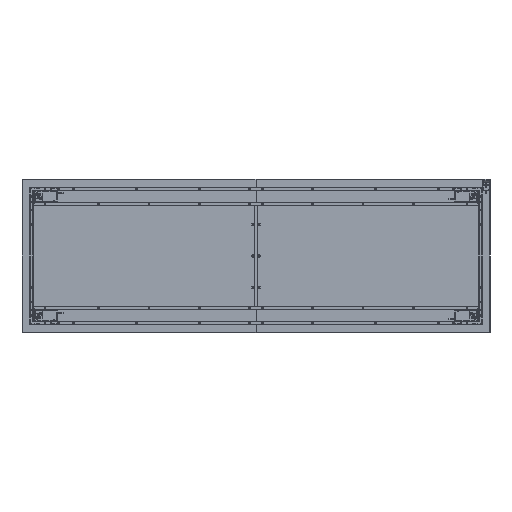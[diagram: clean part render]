
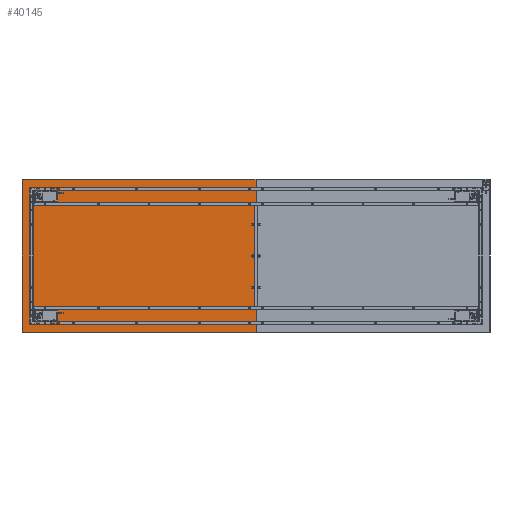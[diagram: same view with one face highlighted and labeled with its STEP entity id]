
A CAD part, front view. The second image highlights one B-rep face of the part: STEP entity #40145.
In plain terms, the highlighted planar face has unit normal (0, -1, 0).
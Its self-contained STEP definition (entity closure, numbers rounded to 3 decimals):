
#70 = DIRECTION ( 'NONE',  ( 0., 0., -1. ) ) ;
#1046 = FACE_OUTER_BOUND ( 'NONE', #27327, .T. ) ;
#3820 = VERTEX_POINT ( 'NONE', #6702 ) ;
#5023 = DIRECTION ( 'NONE',  ( -1., 0., 0. ) ) ;
#5704 = EDGE_CURVE ( 'NONE', #21826, #3820, #18483, .T. ) ;
#6702 = CARTESIAN_POINT ( 'NONE',  ( -1856.5, 704.6, 606.5 ) ) ;
#8623 = EDGE_CURVE ( 'NONE', #38213, #21826, #24836, .T. ) ;
#9630 = EDGE_CURVE ( 'NONE', #28873, #38213, #17114, .T. ) ;
#10441 = PLANE ( 'NONE',  #26096 ) ;
#13164 = VECTOR ( 'NONE', #5023, 1000. ) ;
#17102 = ORIENTED_EDGE ( 'NONE', *, *, #5704, .T. ) ;
#17114 = LINE ( 'NONE', #46258, #22616 ) ;
#17123 = ORIENTED_EDGE ( 'NONE', *, *, #9630, .T. ) ;
#17524 = VECTOR ( 'NONE', #48326, 1000. ) ;
#18483 = LINE ( 'NONE', #33816, #13164 ) ;
#19517 = DIRECTION ( 'NONE',  ( 0., 1., 0. ) ) ;
#19821 = CARTESIAN_POINT ( 'NONE',  ( 0., 704.6, 0. ) ) ;
#21826 = VERTEX_POINT ( 'NONE', #33407 ) ;
#22616 = VECTOR ( 'NONE', #60981, 1000. ) ;
#24836 = LINE ( 'NONE', #19821, #17524 ) ;
#26028 = CARTESIAN_POINT ( 'NONE',  ( -1856.5, 704.6, -606.5 ) ) ;
#26096 = AXIS2_PLACEMENT_3D ( 'NONE', #39243, #19517, #54274 ) ;
#27327 = EDGE_LOOP ( 'NONE', ( #17123, #41154, #17102, #45478 ) ) ;
#27428 = EDGE_CURVE ( 'NONE', #3820, #28873, #32955, .T. ) ;
#27837 = CARTESIAN_POINT ( 'NONE',  ( 0., 704.6, -606.5 ) ) ;
#28873 = VERTEX_POINT ( 'NONE', #26028 ) ;
#32955 = LINE ( 'NONE', #42355, #45744 ) ;
#33407 = CARTESIAN_POINT ( 'NONE',  ( 0., 704.6, 606.5 ) ) ;
#33816 = CARTESIAN_POINT ( 'NONE',  ( 0., 704.6, 606.5 ) ) ;
#38213 = VERTEX_POINT ( 'NONE', #27837 ) ;
#39243 = CARTESIAN_POINT ( 'NONE',  ( 0., 704.6, 0. ) ) ;
#40145 = ADVANCED_FACE ( 'NONE', ( #1046 ), #10441, .F. ) ;
#41154 = ORIENTED_EDGE ( 'NONE', *, *, #8623, .T. ) ;
#42355 = CARTESIAN_POINT ( 'NONE',  ( -1856.5, 704.6, 0. ) ) ;
#45478 = ORIENTED_EDGE ( 'NONE', *, *, #27428, .T. ) ;
#45744 = VECTOR ( 'NONE', #70, 1000. ) ;
#46258 = CARTESIAN_POINT ( 'NONE',  ( 0., 704.6, -606.5 ) ) ;
#48326 = DIRECTION ( 'NONE',  ( 0., 0., 1. ) ) ;
#54274 = DIRECTION ( 'NONE',  ( 0., 0., 1. ) ) ;
#60981 = DIRECTION ( 'NONE',  ( 1., 0., 0. ) ) ;
